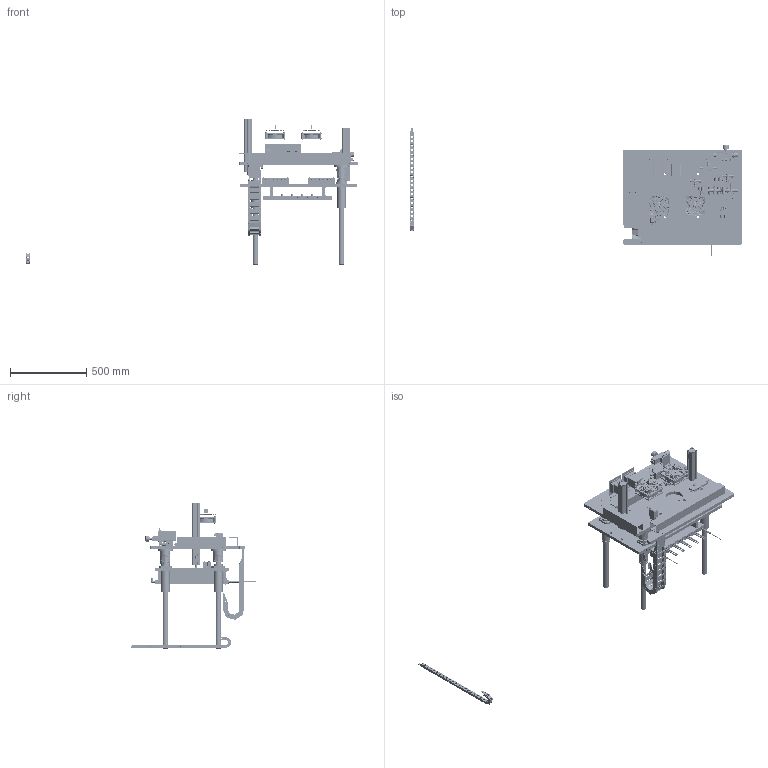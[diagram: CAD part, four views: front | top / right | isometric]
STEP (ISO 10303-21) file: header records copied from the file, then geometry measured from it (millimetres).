
FILE_DESCRIPTION(('FreeCAD Model'),'2;1');
FILE_NAME('Open CASCADE Shape Model','2025-05-09T16:54:26',('FreeCAD'),( 'FreeCAD'),'Open CASCADE STEP processor 7.6','FreeCAD','Unknown');
FILE_SCHEMA(('AUTOMOTIVE_DESIGN { 1 0 10303 214 1 1 1 1 }'));
Products named in the file (1): Open CASCADE STEP translator 7.6 1
Bounding box: 2181.12 x 840.79 x 954.77 mm (x, y, z)
Volume: 35991366 mm3; surface area: 6066978.7 mm2
Topology: 209 solids, 209 shells, 10041 faces, 26210 edges, 16880 vertices
Faces by surface type: bspline 10041
Entity records: 324210 total; most frequent: CARTESIAN_POINT 175046, ORIENTED_EDGE 51940, EDGE_CURVE 25970, VERTEX_POINT 16880, B_SPLINE_CURVE_WITH_KNOTS 15473, FACE_BOUND 11798, EDGE_LOOP 11798, ADVANCED_FACE 10041
